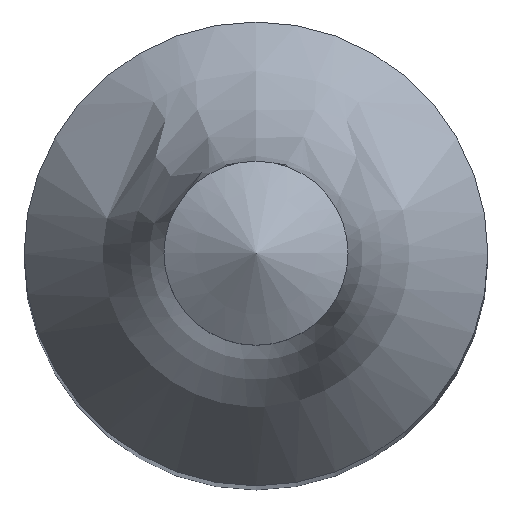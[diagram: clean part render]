
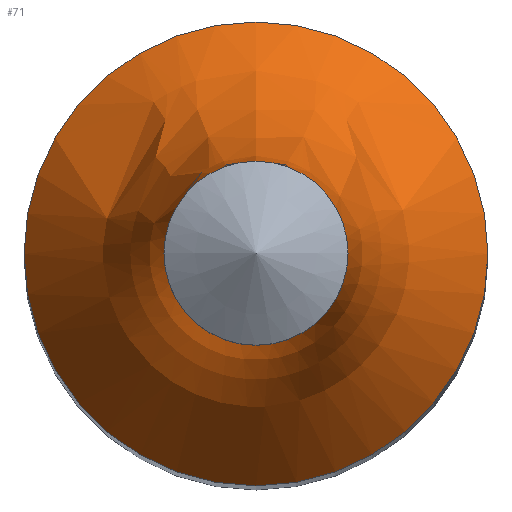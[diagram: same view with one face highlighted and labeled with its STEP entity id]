
A CAD part, top view. The second image highlights one B-rep face of the part: STEP entity #71.
In plain terms, the highlighted free-form (B-spline) face has degree [2, 2] with [9, 9] control points.
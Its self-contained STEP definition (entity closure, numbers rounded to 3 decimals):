
#34 = VERTEX_POINT('', #35);
#35 = CARTESIAN_POINT('', (-1.25, 0., 20.709));
#51 = EDGE_CURVE('', #52, #34, #54, .T.);
#52 = VERTEX_POINT('', #53);
#53 = CARTESIAN_POINT('', (0., 1.25, 20.709));
#54 = CIRCLE('', #55, 1.25);
#55 = AXIS2_PLACEMENT_3D('', #56, #57, #58);
#56 = CARTESIAN_POINT('', (0., 0., 20.709));
#57 = DIRECTION('', (0., 0., -1.));
#58 = DIRECTION('', (-1., 0., 0.));
#60 = EDGE_CURVE('', #34, #52, #61, .T.);
#61 = CIRCLE('', #62, 1.25);
#62 = AXIS2_PLACEMENT_3D('', #63, #64, #65);
#63 = CARTESIAN_POINT('', (0., 0., 20.709));
#64 = DIRECTION('', (0., 0., -1.));
#65 = DIRECTION('', (-1., 0., 0.));
#71 = ADVANCED_FACE('', (#72), #102, .T.);
#72 = FACE_OUTER_BOUND('', #73, .T.);
#73 = EDGE_LOOP('', (#74, #83, #92, #99, #100, #101));
#74 = ORIENTED_EDGE('', *, *, #75, .T.);
#75 = EDGE_CURVE('', #52, #76, #78, .T.);
#76 = VERTEX_POINT('', #77);
#77 = CARTESIAN_POINT('', (0., 3.15, 16.2));
#78 = CIRCLE('', #79, 6.3);
#79 = AXIS2_PLACEMENT_3D('', #80, #81, #82);
#80 = CARTESIAN_POINT('', (0., 7.55, 20.709));
#81 = DIRECTION('', (1., 0., 0.));
#82 = DIRECTION('', (0., -1., 0.));
#83 = ORIENTED_EDGE('', *, *, #84, .F.);
#84 = EDGE_CURVE('', #85, #76, #87, .T.);
#85 = VERTEX_POINT('', #86);
#86 = CARTESIAN_POINT('', (-3.15, 0., 16.2));
#87 = CIRCLE('', #88, 3.15);
#88 = AXIS2_PLACEMENT_3D('', #89, #90, #91);
#89 = CARTESIAN_POINT('', (0., 0., 16.2));
#90 = DIRECTION('', (0., 0., -1.));
#91 = DIRECTION('', (-1., 0., 0.));
#92 = ORIENTED_EDGE('', *, *, #93, .F.);
#93 = EDGE_CURVE('', #76, #85, #94, .T.);
#94 = CIRCLE('', #95, 3.15);
#95 = AXIS2_PLACEMENT_3D('', #96, #97, #98);
#96 = CARTESIAN_POINT('', (0., 0., 16.2));
#97 = DIRECTION('', (0., 0., -1.));
#98 = DIRECTION('', (-1., 0., 0.));
#99 = ORIENTED_EDGE('', *, *, #75, .F.);
#100 = ORIENTED_EDGE('', *, *, #51, .T.);
#101 = ORIENTED_EDGE('', *, *, #60, .T.);
#102 = (
   BOUNDED_SURFACE ()
   B_SPLINE_SURFACE (2, 2, ((#103, #104, #105, #106, #107, #108, #109, #110, #111), (#112, #113, #114, #115, #116, #117, #118, #119, #120), (#121, #122, #123, #124, #125, #126, #127, #128, #129), (#130, #131, #132, #133, #134, #135, #136, #137, #138), (#139, #140, #141, #142, #143, #144, #145, #146, #147), (#148, #149, #150, #151, #152, #153, #154, #155, #156), (#157, #158, #159, #160, #161, #162, #163, #164, #165), (#166, #167, #168, #169, #170, #171, #172, #173, #174), (#175, #176, #177, #178, #179, #180, #181, #182, #183)), .UNSPECIFIED., .T., .T., .U.)
   B_SPLINE_SURFACE_WITH_KNOTS ((3, 2, 2, 2, 3), (3, 2, 2, 2, 3), (0., 0.25, 0.5, 0.75, 1.), (0., 0.25, 0.5, 0.75, 1.), .UNSPECIFIED.)
   GEOMETRIC_REPRESENTATION_ITEM ()
   RATIONAL_B_SPLINE_SURFACE (((1., 0.707, 1., 0.707, 1., 0.707, 1., 0.707, 1.), (0.707, 0.5, 0.707, 0.5, 0.707, 0.5, 0.707, 0.5, 0.707), (1., 0.707, 1., 0.707, 1., 0.707, 1., 0.707, 1.), (0.707, 0.5, 0.707, 0.5, 0.707, 0.5, 0.707, 0.5, 0.707), (1., 0.707, 1., 0.707, 1., 0.707, 1., 0.707, 1.), (0.707, 0.5, 0.707, 0.5, 0.707, 0.5, 0.707, 0.5, 0.707), (1., 0.707, 1., 0.707, 1., 0.707, 1., 0.707, 1.), (0.707, 0.5, 0.707, 0.5, 0.707, 0.5, 0.707, 0.5, 0.707), (1., 0.707, 1., 0.707, 1., 0.707, 1., 0.707, 1.)))
   REPRESENTATION_ITEM ('')
   SURFACE ()
);
#103 = CARTESIAN_POINT('', (0., 13.85, 20.709));
#104 = CARTESIAN_POINT('', (0., 13.85, 14.409));
#105 = CARTESIAN_POINT('', (0., 7.55, 14.409));
#106 = CARTESIAN_POINT('', (0., 1.25, 14.409));
#107 = CARTESIAN_POINT('', (0., 1.25, 20.709));
#108 = CARTESIAN_POINT('', (0., 1.25, 27.009));
#109 = CARTESIAN_POINT('', (0., 7.55, 27.009));
#110 = CARTESIAN_POINT('', (0., 13.85, 27.009));
#111 = CARTESIAN_POINT('', (0., 13.85, 20.709));
#112 = CARTESIAN_POINT('', (-13.85, 13.85, 20.709));
#113 = CARTESIAN_POINT('', (-13.85, 13.85, 14.409));
#114 = CARTESIAN_POINT('', (-7.55, 7.55, 14.409));
#115 = CARTESIAN_POINT('', (-1.25, 1.25, 14.409));
#116 = CARTESIAN_POINT('', (-1.25, 1.25, 20.709));
#117 = CARTESIAN_POINT('', (-1.25, 1.25, 27.009));
#118 = CARTESIAN_POINT('', (-7.55, 7.55, 27.009));
#119 = CARTESIAN_POINT('', (-13.85, 13.85, 27.009));
#120 = CARTESIAN_POINT('', (-13.85, 13.85, 20.709));
#121 = CARTESIAN_POINT('', (-13.85, 0., 20.709));
#122 = CARTESIAN_POINT('', (-13.85, 0., 14.409));
#123 = CARTESIAN_POINT('', (-7.55, 0., 14.409));
#124 = CARTESIAN_POINT('', (-1.25, 0., 14.409));
#125 = CARTESIAN_POINT('', (-1.25, 0., 20.709));
#126 = CARTESIAN_POINT('', (-1.25, 0., 27.009));
#127 = CARTESIAN_POINT('', (-7.55, 0., 27.009));
#128 = CARTESIAN_POINT('', (-13.85, 0., 27.009));
#129 = CARTESIAN_POINT('', (-13.85, 0., 20.709));
#130 = CARTESIAN_POINT('', (-13.85, -13.85, 20.709));
#131 = CARTESIAN_POINT('', (-13.85, -13.85, 14.409));
#132 = CARTESIAN_POINT('', (-7.55, -7.55, 14.409));
#133 = CARTESIAN_POINT('', (-1.25, -1.25, 14.409));
#134 = CARTESIAN_POINT('', (-1.25, -1.25, 20.709));
#135 = CARTESIAN_POINT('', (-1.25, -1.25, 27.009));
#136 = CARTESIAN_POINT('', (-7.55, -7.55, 27.009));
#137 = CARTESIAN_POINT('', (-13.85, -13.85, 27.009));
#138 = CARTESIAN_POINT('', (-13.85, -13.85, 20.709));
#139 = CARTESIAN_POINT('', (0., -13.85, 20.709));
#140 = CARTESIAN_POINT('', (0., -13.85, 14.409));
#141 = CARTESIAN_POINT('', (0., -7.55, 14.409));
#142 = CARTESIAN_POINT('', (0., -1.25, 14.409));
#143 = CARTESIAN_POINT('', (0., -1.25, 20.709));
#144 = CARTESIAN_POINT('', (0., -1.25, 27.009));
#145 = CARTESIAN_POINT('', (0., -7.55, 27.009));
#146 = CARTESIAN_POINT('', (0., -13.85, 27.009));
#147 = CARTESIAN_POINT('', (0., -13.85, 20.709));
#148 = CARTESIAN_POINT('', (13.85, -13.85, 20.709));
#149 = CARTESIAN_POINT('', (13.85, -13.85, 14.409));
#150 = CARTESIAN_POINT('', (7.55, -7.55, 14.409));
#151 = CARTESIAN_POINT('', (1.25, -1.25, 14.409));
#152 = CARTESIAN_POINT('', (1.25, -1.25, 20.709));
#153 = CARTESIAN_POINT('', (1.25, -1.25, 27.009));
#154 = CARTESIAN_POINT('', (7.55, -7.55, 27.009));
#155 = CARTESIAN_POINT('', (13.85, -13.85, 27.009));
#156 = CARTESIAN_POINT('', (13.85, -13.85, 20.709));
#157 = CARTESIAN_POINT('', (13.85, 0., 20.709));
#158 = CARTESIAN_POINT('', (13.85, 0., 14.409));
#159 = CARTESIAN_POINT('', (7.55, 0., 14.409));
#160 = CARTESIAN_POINT('', (1.25, 0., 14.409));
#161 = CARTESIAN_POINT('', (1.25, 0., 20.709));
#162 = CARTESIAN_POINT('', (1.25, 0., 27.009));
#163 = CARTESIAN_POINT('', (7.55, 0., 27.009));
#164 = CARTESIAN_POINT('', (13.85, 0., 27.009));
#165 = CARTESIAN_POINT('', (13.85, 0., 20.709));
#166 = CARTESIAN_POINT('', (13.85, 13.85, 20.709));
#167 = CARTESIAN_POINT('', (13.85, 13.85, 14.409));
#168 = CARTESIAN_POINT('', (7.55, 7.55, 14.409));
#169 = CARTESIAN_POINT('', (1.25, 1.25, 14.409));
#170 = CARTESIAN_POINT('', (1.25, 1.25, 20.709));
#171 = CARTESIAN_POINT('', (1.25, 1.25, 27.009));
#172 = CARTESIAN_POINT('', (7.55, 7.55, 27.009));
#173 = CARTESIAN_POINT('', (13.85, 13.85, 27.009));
#174 = CARTESIAN_POINT('', (13.85, 13.85, 20.709));
#175 = CARTESIAN_POINT('', (0., 13.85, 20.709));
#176 = CARTESIAN_POINT('', (0., 13.85, 14.409));
#177 = CARTESIAN_POINT('', (0., 7.55, 14.409));
#178 = CARTESIAN_POINT('', (0., 1.25, 14.409));
#179 = CARTESIAN_POINT('', (0., 1.25, 20.709));
#180 = CARTESIAN_POINT('', (0., 1.25, 27.009));
#181 = CARTESIAN_POINT('', (0., 7.55, 27.009));
#182 = CARTESIAN_POINT('', (0., 13.85, 27.009));
#183 = CARTESIAN_POINT('', (0., 13.85, 20.709));
